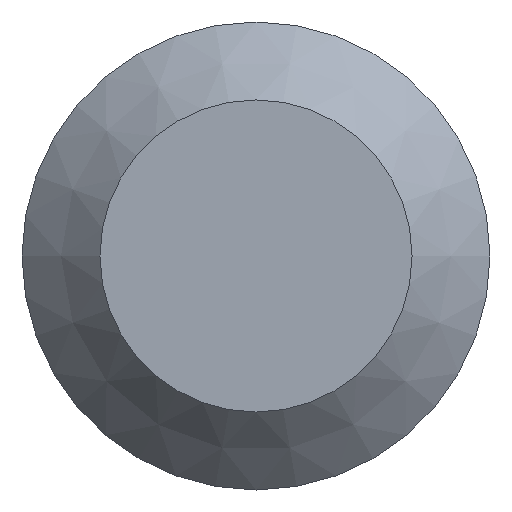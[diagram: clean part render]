
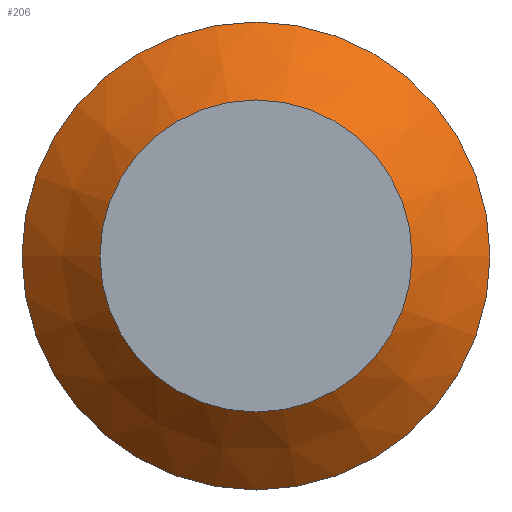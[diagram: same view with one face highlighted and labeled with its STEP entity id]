
A CAD part, front view. The second image highlights one B-rep face of the part: STEP entity #206.
In plain terms, the highlighted conical face has half-angle 45 degrees and reference radius 1.9 mm.
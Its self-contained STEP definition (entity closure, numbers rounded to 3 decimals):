
#158=CONICAL_SURFACE('',#395,1.9,45.);
#170=FACE_BOUND('',#234,.T.);
#171=FACE_BOUND('',#235,.T.);
#206=ADVANCED_FACE('',(#170,#171),#158,.T.);
#234=EDGE_LOOP('',(#270));
#235=EDGE_LOOP('',(#271));
#270=ORIENTED_EDGE('',*,*,#324,.F.);
#271=ORIENTED_EDGE('',*,*,#323,.T.);
#304=VERTEX_POINT('',#506);
#305=VERTEX_POINT('',#509);
#323=EDGE_CURVE('',#304,#304,#341,.T.);
#324=EDGE_CURVE('',#305,#305,#342,.T.);
#341=CIRCLE('',#392,1.9);
#342=CIRCLE('',#394,2.85);
#392=AXIS2_PLACEMENT_3D('',#505,#432,#433);
#394=AXIS2_PLACEMENT_3D('',#508,#436,#437);
#395=AXIS2_PLACEMENT_3D('',#510,#438,#439);
#432=DIRECTION('',(0.,1.,0.));
#433=DIRECTION('',(-1.,0.,0.));
#436=DIRECTION('',(0.,1.,0.));
#437=DIRECTION('',(-1.,0.,0.));
#438=DIRECTION('',(0.,1.,0.));
#439=DIRECTION('',(-1.,0.,0.));
#505=CARTESIAN_POINT('',(0.,-5.55,-6.45));
#506=CARTESIAN_POINT('',(-1.9,-5.55,-6.45));
#508=CARTESIAN_POINT('',(0.,-4.6,-6.45));
#509=CARTESIAN_POINT('',(-2.85,-4.6,-6.45));
#510=CARTESIAN_POINT('',(0.,-5.55,-6.45));
